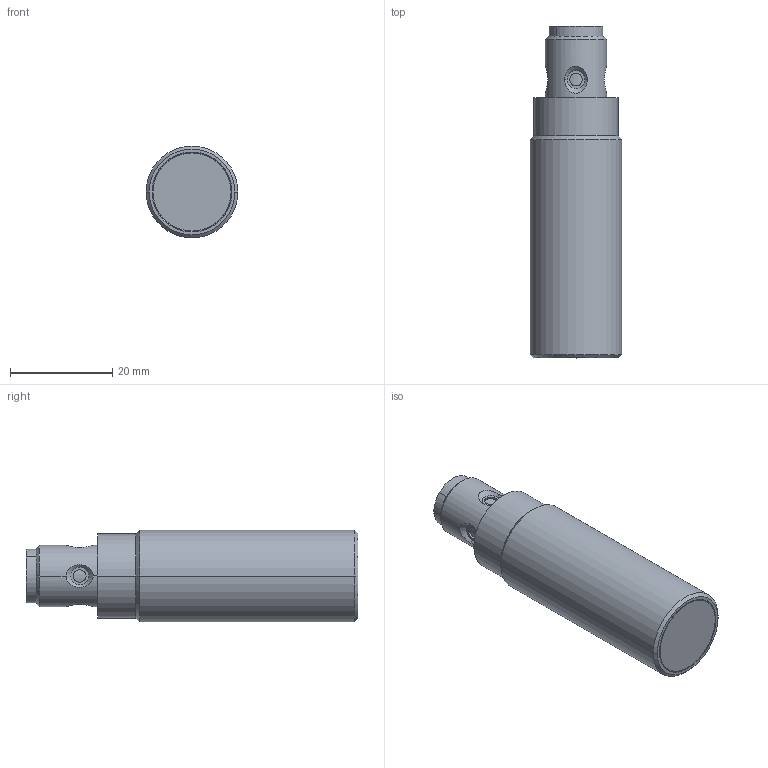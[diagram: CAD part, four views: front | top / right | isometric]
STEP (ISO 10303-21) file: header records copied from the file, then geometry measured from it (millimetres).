
FILE_DESCRIPTION((''),'2;1');
FILE_NAME('DM_CAD-6624_SW0001','2019-03-12T',('creinig-se'),(''),'PRO/ENGINEER BY PARAMETRIC TECHNOLOGY CORPORATION, 2015440','PRO/ENGINEER BY PARAMETRIC TECHNOLOGY CORPORATION, 2015440','');
FILE_SCHEMA(('CONFIG_CONTROL_DESIGN'));
Length unit declared in the file: millimetre
Products named in the file (1): DM_CAD-6624_SW0001
Bounding box: 18 x 65 x 18 mm (x, y, z)
Volume: 13313.1 mm3; surface area: 5218.1 mm2
Topology: 1 solids, 1 shells, 226 faces, 632 edges, 448 vertices
Faces by surface type: cylinder 77, plane 57, bspline 40, cone 26, sphere 26
Entity records: 11444 total; most frequent: CARTESIAN_POINT 4276, ORIENTED_EDGE 1110, DIRECTION 1063, EDGE_CURVE 555, AXIS2_PLACEMENT_3D 414, VERTEX_POINT 346, PRESENTATION_STYLE_ASSIGNMENT 278, STYLED_ITEM 278
